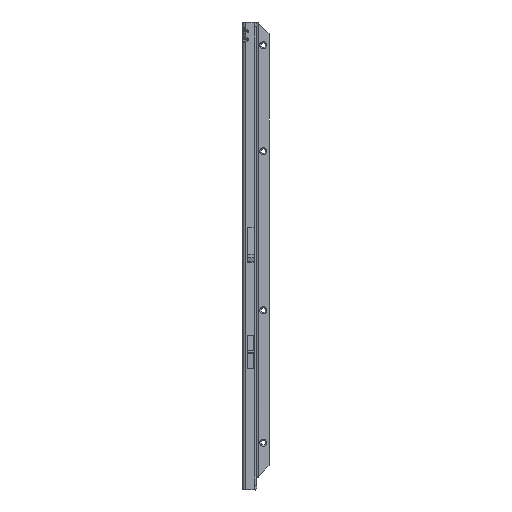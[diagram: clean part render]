
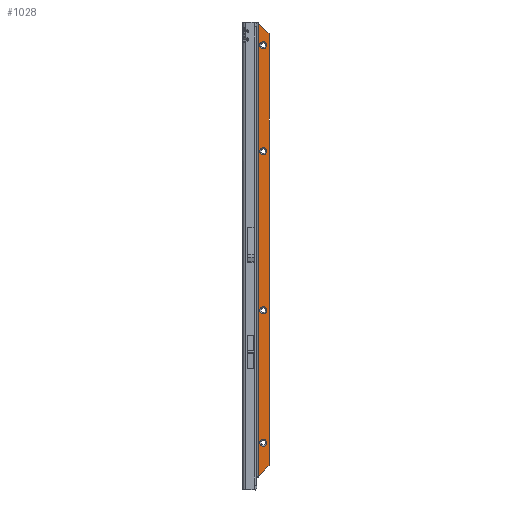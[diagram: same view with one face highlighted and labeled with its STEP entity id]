
A CAD part, front view. The second image highlights one B-rep face of the part: STEP entity #1028.
In plain terms, the highlighted planar face has unit normal (0, -1, 0).
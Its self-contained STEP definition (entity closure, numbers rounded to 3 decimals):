
#139 = EDGE_CURVE ( 'NONE', #21620, #612, #45644, .T. ) ;
#612 = VERTEX_POINT ( 'NONE', #5103 ) ;
#1028 = ADVANCED_FACE ( 'NONE', ( #51134, #22081, #29967, #38925, #9671 ), #25342, .F. ) ;
#1196 = CARTESIAN_POINT ( 'NONE',  ( 0.121, -1.5, -0.879 ) ) ;
#1469 = DIRECTION ( 'NONE',  ( -0.707, 0., 0.707 ) ) ;
#1963 = AXIS2_PLACEMENT_3D ( 'NONE', #21575, #49840, #21043 ) ;
#2481 = EDGE_LOOP ( 'NONE', ( #8389, #45997 ) ) ;
#2504 = VECTOR ( 'NONE', #12656, 1000. ) ;
#2847 = CIRCLE ( 'NONE', #19330, 4.25 ) ;
#3045 = CARTESIAN_POINT ( 'NONE',  ( 6.5, -1.5, -160.25 ) ) ;
#3209 = CARTESIAN_POINT ( 'NONE',  ( 6.5, -1.5, -512.25 ) ) ;
#3247 = EDGE_CURVE ( 'NONE', #4038, #29097, #4492, .T. ) ;
#4038 = VERTEX_POINT ( 'NONE', #40261 ) ;
#4230 = ORIENTED_EDGE ( 'NONE', *, *, #23688, .T. ) ;
#4492 = LINE ( 'NONE', #8312, #2504 ) ;
#5103 = CARTESIAN_POINT ( 'NONE',  ( 6.5, -1.5, -352.25 ) ) ;
#5144 = DIRECTION ( 'NONE',  ( 0., 1., 0. ) ) ;
#5512 = LINE ( 'NONE', #26070, #42456 ) ;
#6007 = CARTESIAN_POINT ( 'NONE',  ( 6.5, -1.5, -32.25 ) ) ;
#6740 = CARTESIAN_POINT ( 'NONE',  ( 6.5, -1.5, -156. ) ) ;
#7041 = ORIENTED_EDGE ( 'NONE', *, *, #3247, .T. ) ;
#8312 = CARTESIAN_POINT ( 'NONE',  ( 13.5, -1.5, 0. ) ) ;
#8389 = ORIENTED_EDGE ( 'NONE', *, *, #44309, .T. ) ;
#9165 = CIRCLE ( 'NONE', #26406, 4.25 ) ;
#9254 = ORIENTED_EDGE ( 'NONE', *, *, #19270, .T. ) ;
#9671 = FACE_OUTER_BOUND ( 'NONE', #27229, .T. ) ;
#9930 = EDGE_CURVE ( 'NONE', #612, #21620, #11036, .T. ) ;
#11036 = CIRCLE ( 'NONE', #49120, 4.25 ) ;
#12469 = CARTESIAN_POINT ( 'NONE',  ( 13.5, -1.5, -14.258 ) ) ;
#12564 = DIRECTION ( 'NONE',  ( 0., 1., 0. ) ) ;
#12656 = DIRECTION ( 'NONE',  ( 0., 0., 1. ) ) ;
#13746 = EDGE_LOOP ( 'NONE', ( #9254, #43898 ) ) ;
#14265 = ORIENTED_EDGE ( 'NONE', *, *, #9930, .T. ) ;
#14411 = EDGE_CURVE ( 'NONE', #21670, #4038, #5512, .T. ) ;
#14730 = CARTESIAN_POINT ( 'NONE',  ( 0.5, -1.5, -1.258 ) ) ;
#14968 = EDGE_LOOP ( 'NONE', ( #22731, #42982 ) ) ;
#15646 = ORIENTED_EDGE ( 'NONE', *, *, #50469, .F. ) ;
#16059 = LINE ( 'NONE', #36949, #38810 ) ;
#16594 = DIRECTION ( 'NONE',  ( -1., 0., 0. ) ) ;
#16822 = VERTEX_POINT ( 'NONE', #6007 ) ;
#17184 = CARTESIAN_POINT ( 'NONE',  ( 6.5, -1.5, -503.75 ) ) ;
#17858 = AXIS2_PLACEMENT_3D ( 'NONE', #33686, #38014, #16594 ) ;
#18790 = EDGE_CURVE ( 'NONE', #25846, #16822, #28802, .T. ) ;
#19270 = EDGE_CURVE ( 'NONE', #27133, #41614, #2847, .T. ) ;
#19330 = AXIS2_PLACEMENT_3D ( 'NONE', #21447, #12564, #29065 ) ;
#21013 = CARTESIAN_POINT ( 'NONE',  ( 6.5, -1.5, -151.75 ) ) ;
#21043 = DIRECTION ( 'NONE',  ( -1., 0., 0. ) ) ;
#21219 = CARTESIAN_POINT ( 'NONE',  ( 6.5, -1.5, -28. ) ) ;
#21291 = CARTESIAN_POINT ( 'NONE',  ( 0., -1.5, -550. ) ) ;
#21447 = CARTESIAN_POINT ( 'NONE',  ( 6.5, -1.5, -508. ) ) ;
#21575 = CARTESIAN_POINT ( 'NONE',  ( 6.5, -1.5, -28. ) ) ;
#21620 = VERTEX_POINT ( 'NONE', #48570 ) ;
#21670 = VERTEX_POINT ( 'NONE', #36620 ) ;
#22081 = FACE_BOUND ( 'NONE', #30774, .T. ) ;
#22153 = AXIS2_PLACEMENT_3D ( 'NONE', #52739, #41339, #40812 ) ;
#22705 = VECTOR ( 'NONE', #1469, 1000. ) ;
#22731 = ORIENTED_EDGE ( 'NONE', *, *, #18790, .T. ) ;
#23688 = EDGE_CURVE ( 'NONE', #29097, #26671, #34033, .T. ) ;
#25009 = DIRECTION ( 'NONE',  ( 0., 1., 0. ) ) ;
#25285 = CARTESIAN_POINT ( 'NONE',  ( 6.5, -1.5, -23.75 ) ) ;
#25342 = PLANE ( 'NONE',  #34182 ) ;
#25846 = VERTEX_POINT ( 'NONE', #25285 ) ;
#26070 = CARTESIAN_POINT ( 'NONE',  ( 0.121, -1.5, -549.121 ) ) ;
#26406 = AXIS2_PLACEMENT_3D ( 'NONE', #21219, #25009, #37794 ) ;
#26671 = VERTEX_POINT ( 'NONE', #14730 ) ;
#27133 = VERTEX_POINT ( 'NONE', #17184 ) ;
#27229 = EDGE_LOOP ( 'NONE', ( #4230, #15646, #52544, #7041 ) ) ;
#27842 = DIRECTION ( 'NONE',  ( -1., 0., 0. ) ) ;
#28802 = CIRCLE ( 'NONE', #1963, 4.25 ) ;
#28923 = CARTESIAN_POINT ( 'NONE',  ( 6.5, -1.5, -156. ) ) ;
#29065 = DIRECTION ( 'NONE',  ( -1., 0., 0. ) ) ;
#29097 = VERTEX_POINT ( 'NONE', #12469 ) ;
#29388 = AXIS2_PLACEMENT_3D ( 'NONE', #28923, #41715, #45501 ) ;
#29422 = VERTEX_POINT ( 'NONE', #21013 ) ;
#29967 = FACE_BOUND ( 'NONE', #2481, .T. ) ;
#30774 = EDGE_LOOP ( 'NONE', ( #45983, #14265 ) ) ;
#31462 = AXIS2_PLACEMENT_3D ( 'NONE', #6740, #40106, #27842 ) ;
#33456 = DIRECTION ( 'NONE',  ( 0.707, 0., 0.707 ) ) ;
#33686 = CARTESIAN_POINT ( 'NONE',  ( 6.5, -1.5, -508. ) ) ;
#34033 = LINE ( 'NONE', #1196, #22705 ) ;
#34182 = AXIS2_PLACEMENT_3D ( 'NONE', #21291, #46534, #42750 ) ;
#36620 = CARTESIAN_POINT ( 'NONE',  ( 0.5, -1.5, -548.742 ) ) ;
#36949 = CARTESIAN_POINT ( 'NONE',  ( 0.5, -1.5, -550. ) ) ;
#37794 = DIRECTION ( 'NONE',  ( -1., 0., 0. ) ) ;
#38014 = DIRECTION ( 'NONE',  ( 0., 1., 0. ) ) ;
#38490 = CARTESIAN_POINT ( 'NONE',  ( 6.5, -1.5, -348. ) ) ;
#38810 = VECTOR ( 'NONE', #53508, 1000. ) ;
#38925 = FACE_BOUND ( 'NONE', #14968, .T. ) ;
#39553 = CIRCLE ( 'NONE', #17858, 4.25 ) ;
#40106 = DIRECTION ( 'NONE',  ( 0., 1., 0. ) ) ;
#40261 = CARTESIAN_POINT ( 'NONE',  ( 13.5, -1.5, -535.742 ) ) ;
#40812 = DIRECTION ( 'NONE',  ( -1., 0., 0. ) ) ;
#41040 = CIRCLE ( 'NONE', #31462, 4.25 ) ;
#41339 = DIRECTION ( 'NONE',  ( 0., 1., 0. ) ) ;
#41614 = VERTEX_POINT ( 'NONE', #3209 ) ;
#41715 = DIRECTION ( 'NONE',  ( 0., 1., 0. ) ) ;
#42456 = VECTOR ( 'NONE', #33456, 1000. ) ;
#42750 = DIRECTION ( 'NONE',  ( -1., 0., 0. ) ) ;
#42815 = VERTEX_POINT ( 'NONE', #3045 ) ;
#42858 = DIRECTION ( 'NONE',  ( -1., 0., 0. ) ) ;
#42982 = ORIENTED_EDGE ( 'NONE', *, *, #47533, .T. ) ;
#43898 = ORIENTED_EDGE ( 'NONE', *, *, #48364, .T. ) ;
#44309 = EDGE_CURVE ( 'NONE', #29422, #42815, #41040, .T. ) ;
#45501 = DIRECTION ( 'NONE',  ( -1., 0., 0. ) ) ;
#45644 = CIRCLE ( 'NONE', #22153, 4.25 ) ;
#45983 = ORIENTED_EDGE ( 'NONE', *, *, #139, .T. ) ;
#45997 = ORIENTED_EDGE ( 'NONE', *, *, #51812, .T. ) ;
#46534 = DIRECTION ( 'NONE',  ( 0., 1., 0. ) ) ;
#47533 = EDGE_CURVE ( 'NONE', #16822, #25846, #9165, .T. ) ;
#48364 = EDGE_CURVE ( 'NONE', #41614, #27133, #39553, .T. ) ;
#48486 = CIRCLE ( 'NONE', #29388, 4.25 ) ;
#48570 = CARTESIAN_POINT ( 'NONE',  ( 6.5, -1.5, -343.75 ) ) ;
#49120 = AXIS2_PLACEMENT_3D ( 'NONE', #38490, #5144, #42858 ) ;
#49840 = DIRECTION ( 'NONE',  ( 0., 1., 0. ) ) ;
#50469 = EDGE_CURVE ( 'NONE', #21670, #26671, #16059, .T. ) ;
#51134 = FACE_BOUND ( 'NONE', #13746, .T. ) ;
#51812 = EDGE_CURVE ( 'NONE', #42815, #29422, #48486, .T. ) ;
#52544 = ORIENTED_EDGE ( 'NONE', *, *, #14411, .T. ) ;
#52739 = CARTESIAN_POINT ( 'NONE',  ( 6.5, -1.5, -348. ) ) ;
#53508 = DIRECTION ( 'NONE',  ( 0., 0., 1. ) ) ;
